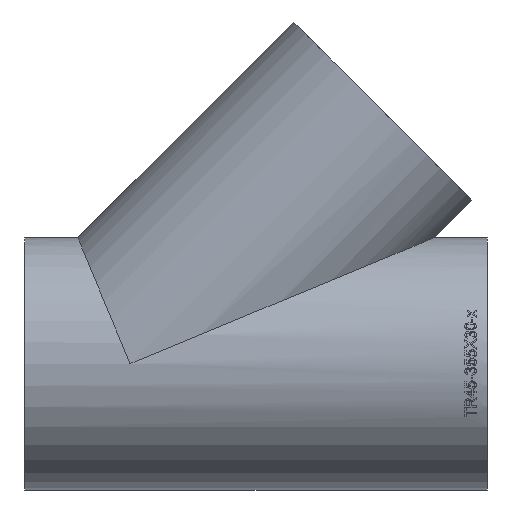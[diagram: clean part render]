
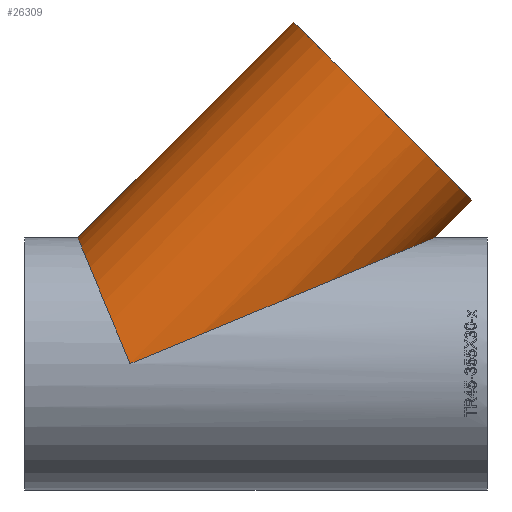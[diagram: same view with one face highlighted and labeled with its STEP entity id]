
A CAD part, top view. The second image highlights one B-rep face of the part: STEP entity #26309.
In plain terms, the highlighted cylindrical face has radius 177.8 mm (diameter 355.6 mm), a full revolution.
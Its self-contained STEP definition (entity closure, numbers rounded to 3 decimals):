
#347 = ORIENTED_EDGE ( 'NONE', *, *, #28422, .F. ) ;
#383 = AXIS2_PLACEMENT_3D ( 'NONE', #29579, #20116, #7946 ) ;
#1385 = EDGE_LOOP ( 'NONE', ( #28523, #30347 ) ) ;
#2175 = CARTESIAN_POINT ( 'NONE',  ( -325.042, 355.6, -177.8 ) ) ;
#2261 = VERTEX_POINT ( 'NONE', #4233 ) ;
#2809 = CARTESIAN_POINT ( 'NONE',  ( -177.747, 0., 177.8 ) ) ;
#4233 = CARTESIAN_POINT ( 'NONE',  ( 53.086, 482.28, 0. ) ) ;
#5722 = CARTESIAN_POINT ( 'NONE',  ( 178.809, 356.557, 0. ) ) ;
#6488 =( BOUNDED_CURVE ( )  B_SPLINE_CURVE ( 3, ( #27067, #29315, #24900, #17601 ),
 .UNSPECIFIED., .F., .F. ) 
 B_SPLINE_CURVE_WITH_KNOTS ( ( 4, 4 ),
 ( 1.571, 4.712 ),
 .UNSPECIFIED. ) 
 CURVE ( )  GEOMETRIC_REPRESENTATION_ITEM ( )  RATIONAL_B_SPLINE_CURVE ( ( 1., 0.333, 0.333, 1. ) ) 
 REPRESENTATION_ITEM ( '' )  );
#6612 = CARTESIAN_POINT ( 'NONE',  ( -177.747, 0., 177.8 ) ) ;
#7946 = DIRECTION ( 'NONE',  ( -0.707, 0.707, 0. ) ) ;
#11326 = FACE_OUTER_BOUND ( 'NONE', #1385, .T. ) ;
#11631 =( BOUNDED_CURVE ( )  B_SPLINE_CURVE ( 3, ( #6612, #23351, #2175, #16241 ),
 .UNSPECIFIED., .F., .F. ) 
 B_SPLINE_CURVE_WITH_KNOTS ( ( 4, 4 ),
 ( 4.712, 7.854 ),
 .UNSPECIFIED. ) 
 CURVE ( )  GEOMETRIC_REPRESENTATION_ITEM ( )  RATIONAL_B_SPLINE_CURVE ( ( 1., 0.333, 0.333, 1. ) ) 
 REPRESENTATION_ITEM ( '' )  );
#11845 = AXIS2_PLACEMENT_3D ( 'NONE', #5722, #24425, #15070 ) ;
#11976 = CIRCLE ( 'NONE', #383, 177.8 ) ;
#12933 = EDGE_CURVE ( 'NONE', #23993, #28964, #11631, .T. ) ;
#13167 = CYLINDRICAL_SURFACE ( 'NONE', #11845, 177.8 ) ;
#15070 = DIRECTION ( 'NONE',  ( -0.707, 0.707, 0. ) ) ;
#15113 = EDGE_CURVE ( 'NONE', #28964, #23993, #6488, .T. ) ;
#16241 = CARTESIAN_POINT ( 'NONE',  ( -177.747, 0., -177.8 ) ) ;
#16862 = FACE_OUTER_BOUND ( 'NONE', #24772, .T. ) ;
#17601 = CARTESIAN_POINT ( 'NONE',  ( -177.747, 0., 177.8 ) ) ;
#18795 = CARTESIAN_POINT ( 'NONE',  ( -177.747, 0., -177.8 ) ) ;
#20116 = DIRECTION ( 'NONE',  ( 0.707, 0.707, 0. ) ) ;
#23351 = CARTESIAN_POINT ( 'NONE',  ( -325.042, 355.6, 177.8 ) ) ;
#23993 = VERTEX_POINT ( 'NONE', #2809 ) ;
#24425 = DIRECTION ( 'NONE',  ( 0.707, 0.707, 0. ) ) ;
#24772 = EDGE_LOOP ( 'NONE', ( #347 ) ) ;
#24900 = CARTESIAN_POINT ( 'NONE',  ( 680.747, 355.6, 177.8 ) ) ;
#26309 = ADVANCED_FACE ( 'NONE', ( #11326, #16862 ), #13167, .T. ) ;
#27067 = CARTESIAN_POINT ( 'NONE',  ( -177.747, 0., -177.8 ) ) ;
#28422 = EDGE_CURVE ( 'NONE', #2261, #2261, #11976, .T. ) ;
#28523 = ORIENTED_EDGE ( 'NONE', *, *, #15113, .F. ) ;
#28964 = VERTEX_POINT ( 'NONE', #18795 ) ;
#29315 = CARTESIAN_POINT ( 'NONE',  ( 680.747, 355.6, -177.8 ) ) ;
#29579 = CARTESIAN_POINT ( 'NONE',  ( 178.809, 356.557, 0. ) ) ;
#30347 = ORIENTED_EDGE ( 'NONE', *, *, #12933, .F. ) ;
